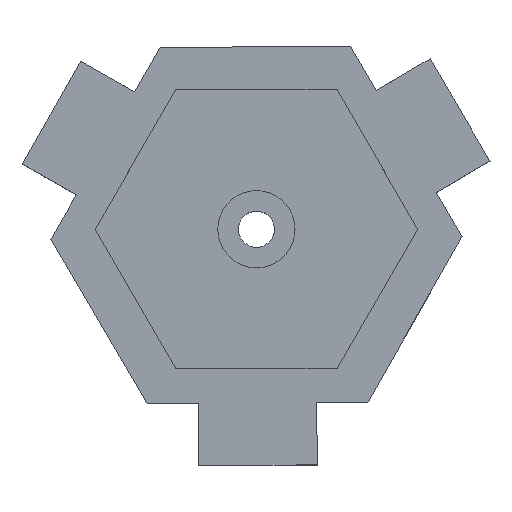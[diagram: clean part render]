
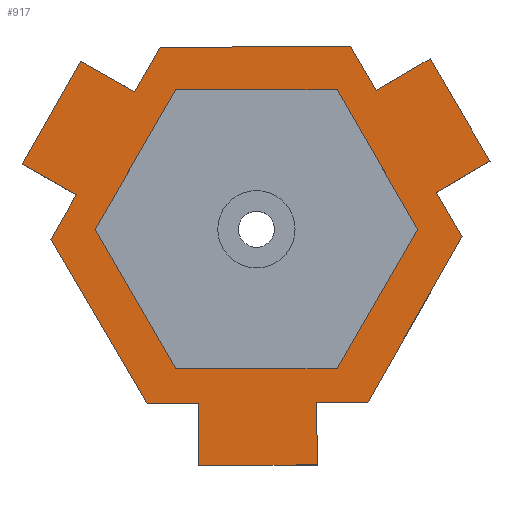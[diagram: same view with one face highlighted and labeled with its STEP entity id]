
A CAD part, top view. The second image highlights one B-rep face of the part: STEP entity #917.
In plain terms, the highlighted planar face has unit normal (0, 0, 1).
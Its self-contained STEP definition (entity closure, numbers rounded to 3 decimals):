
#17=FACE_BOUND('',#131,.T.);
#31=PLANE('',#988);
#77=FACE_OUTER_BOUND('',#130,.T.);
#130=EDGE_LOOP('',(#682,#683,#684,#685,#686,#687,#688,#689,#690,#691,#692,
#693,#694,#695,#696,#697,#698,#699));
#131=EDGE_LOOP('',(#700,#701,#702,#703,#704,#705));
#215=LINE('',#1358,#330);
#216=LINE('',#1360,#331);
#217=LINE('',#1362,#332);
#218=LINE('',#1364,#333);
#219=LINE('',#1366,#334);
#220=LINE('',#1368,#335);
#221=LINE('',#1370,#336);
#222=LINE('',#1372,#337);
#223=LINE('',#1374,#338);
#224=LINE('',#1376,#339);
#225=LINE('',#1378,#340);
#226=LINE('',#1380,#341);
#227=LINE('',#1382,#342);
#228=LINE('',#1384,#343);
#229=LINE('',#1386,#344);
#230=LINE('',#1388,#345);
#231=LINE('',#1390,#346);
#232=LINE('',#1391,#347);
#233=LINE('',#1394,#348);
#234=LINE('',#1396,#349);
#235=LINE('',#1398,#350);
#236=LINE('',#1400,#351);
#237=LINE('',#1402,#352);
#238=LINE('',#1403,#353);
#330=VECTOR('',#1091,10.);
#331=VECTOR('',#1092,10.);
#332=VECTOR('',#1093,10.);
#333=VECTOR('',#1094,10.);
#334=VECTOR('',#1095,10.);
#335=VECTOR('',#1096,10.);
#336=VECTOR('',#1097,10.);
#337=VECTOR('',#1098,10.);
#338=VECTOR('',#1099,10.);
#339=VECTOR('',#1100,10.);
#340=VECTOR('',#1101,10.);
#341=VECTOR('',#1102,10.);
#342=VECTOR('',#1103,10.);
#343=VECTOR('',#1104,10.);
#344=VECTOR('',#1105,10.);
#345=VECTOR('',#1106,10.);
#346=VECTOR('',#1107,10.);
#347=VECTOR('',#1108,10.);
#348=VECTOR('',#1109,10.);
#349=VECTOR('',#1110,10.);
#350=VECTOR('',#1111,10.);
#351=VECTOR('',#1112,10.);
#352=VECTOR('',#1113,10.);
#353=VECTOR('',#1114,10.);
#461=VERTEX_POINT('',#1356);
#462=VERTEX_POINT('',#1357);
#463=VERTEX_POINT('',#1359);
#464=VERTEX_POINT('',#1361);
#465=VERTEX_POINT('',#1363);
#466=VERTEX_POINT('',#1365);
#467=VERTEX_POINT('',#1367);
#468=VERTEX_POINT('',#1369);
#469=VERTEX_POINT('',#1371);
#470=VERTEX_POINT('',#1373);
#471=VERTEX_POINT('',#1375);
#472=VERTEX_POINT('',#1377);
#473=VERTEX_POINT('',#1379);
#474=VERTEX_POINT('',#1381);
#475=VERTEX_POINT('',#1383);
#476=VERTEX_POINT('',#1385);
#477=VERTEX_POINT('',#1387);
#478=VERTEX_POINT('',#1389);
#479=VERTEX_POINT('',#1392);
#480=VERTEX_POINT('',#1393);
#481=VERTEX_POINT('',#1395);
#482=VERTEX_POINT('',#1397);
#483=VERTEX_POINT('',#1399);
#484=VERTEX_POINT('',#1401);
#549=EDGE_CURVE('',#461,#462,#215,.T.);
#550=EDGE_CURVE('',#462,#463,#216,.T.);
#551=EDGE_CURVE('',#463,#464,#217,.T.);
#552=EDGE_CURVE('',#465,#464,#218,.T.);
#553=EDGE_CURVE('',#466,#465,#219,.T.);
#554=EDGE_CURVE('',#466,#467,#220,.T.);
#555=EDGE_CURVE('',#467,#468,#221,.T.);
#556=EDGE_CURVE('',#468,#469,#222,.T.);
#557=EDGE_CURVE('',#469,#470,#223,.T.);
#558=EDGE_CURVE('',#471,#470,#224,.T.);
#559=EDGE_CURVE('',#472,#471,#225,.T.);
#560=EDGE_CURVE('',#472,#473,#226,.T.);
#561=EDGE_CURVE('',#473,#474,#227,.T.);
#562=EDGE_CURVE('',#474,#475,#228,.T.);
#563=EDGE_CURVE('',#475,#476,#229,.T.);
#564=EDGE_CURVE('',#477,#476,#230,.T.);
#565=EDGE_CURVE('',#478,#477,#231,.T.);
#566=EDGE_CURVE('',#478,#461,#232,.T.);
#567=EDGE_CURVE('',#479,#480,#233,.T.);
#568=EDGE_CURVE('',#480,#481,#234,.T.);
#569=EDGE_CURVE('',#481,#482,#235,.T.);
#570=EDGE_CURVE('',#482,#483,#236,.T.);
#571=EDGE_CURVE('',#483,#484,#237,.T.);
#572=EDGE_CURVE('',#484,#479,#238,.T.);
#682=ORIENTED_EDGE('',*,*,#549,.T.);
#683=ORIENTED_EDGE('',*,*,#550,.T.);
#684=ORIENTED_EDGE('',*,*,#551,.T.);
#685=ORIENTED_EDGE('',*,*,#552,.F.);
#686=ORIENTED_EDGE('',*,*,#553,.F.);
#687=ORIENTED_EDGE('',*,*,#554,.T.);
#688=ORIENTED_EDGE('',*,*,#555,.T.);
#689=ORIENTED_EDGE('',*,*,#556,.T.);
#690=ORIENTED_EDGE('',*,*,#557,.T.);
#691=ORIENTED_EDGE('',*,*,#558,.F.);
#692=ORIENTED_EDGE('',*,*,#559,.F.);
#693=ORIENTED_EDGE('',*,*,#560,.T.);
#694=ORIENTED_EDGE('',*,*,#561,.T.);
#695=ORIENTED_EDGE('',*,*,#562,.T.);
#696=ORIENTED_EDGE('',*,*,#563,.T.);
#697=ORIENTED_EDGE('',*,*,#564,.F.);
#698=ORIENTED_EDGE('',*,*,#565,.F.);
#699=ORIENTED_EDGE('',*,*,#566,.T.);
#700=ORIENTED_EDGE('',*,*,#567,.T.);
#701=ORIENTED_EDGE('',*,*,#568,.T.);
#702=ORIENTED_EDGE('',*,*,#569,.T.);
#703=ORIENTED_EDGE('',*,*,#570,.T.);
#704=ORIENTED_EDGE('',*,*,#571,.T.);
#705=ORIENTED_EDGE('',*,*,#572,.T.);
#917=ADVANCED_FACE('',(#77,#17),#31,.T.);
#988=AXIS2_PLACEMENT_3D('',#1355,#1089,#1090);
#1089=DIRECTION('center_axis',(0.,0.,1.));
#1090=DIRECTION('ref_axis',(1.,0.,0.));
#1091=DIRECTION('',(0.494,0.869,0.));
#1092=DIRECTION('',(-0.506,0.863,0.));
#1093=DIRECTION('',(0.863,0.506,0.));
#1094=DIRECTION('',(0.506,-0.863,0.));
#1095=DIRECTION('',(0.863,0.506,0.));
#1096=DIRECTION('',(-0.506,0.863,0.));
#1097=DIRECTION('',(-1.,-0.006,0.));
#1098=DIRECTION('',(-0.494,-0.869,0.));
#1099=DIRECTION('',(-0.869,0.494,0.));
#1100=DIRECTION('',(0.494,0.869,0.));
#1101=DIRECTION('',(-0.869,0.494,0.));
#1102=DIRECTION('',(-0.494,-0.869,0.));
#1103=DIRECTION('',(0.506,-0.863,0.));
#1104=DIRECTION('',(1.,0.006,0.));
#1105=DIRECTION('',(0.006,-1.,0.));
#1106=DIRECTION('',(-1.,-0.006,0.));
#1107=DIRECTION('',(0.006,-1.,0.));
#1108=DIRECTION('',(1.,0.006,0.));
#1109=DIRECTION('',(0.5,0.866,0.));
#1110=DIRECTION('',(1.,0.,0.));
#1111=DIRECTION('',(0.5,-0.866,0.));
#1112=DIRECTION('',(-0.5,-0.866,0.));
#1113=DIRECTION('',(-1.,0.,0.));
#1114=DIRECTION('',(-0.5,0.866,0.));
#1355=CARTESIAN_POINT('Origin',(0.011,0.841,16.));
#1356=CARTESIAN_POINT('',(21.635,-33.562,16.));
#1357=CARTESIAN_POINT('',(39.905,-1.445,16.));
#1358=CARTESIAN_POINT('',(21.635,-33.562,16.));
#1359=CARTESIAN_POINT('',(34.89,7.114,16.));
#1360=CARTESIAN_POINT('',(39.905,-1.445,16.));
#1361=CARTESIAN_POINT('',(45.33,13.231,16.));
#1362=CARTESIAN_POINT('',(34.89,7.114,16.));
#1363=CARTESIAN_POINT('',(33.703,33.075,16.));
#1364=CARTESIAN_POINT('',(45.33,13.231,16.));
#1365=CARTESIAN_POINT('',(23.263,26.958,16.));
#1366=CARTESIAN_POINT('',(23.263,26.958,16.));
#1367=CARTESIAN_POINT('',(18.249,35.517,16.));
#1368=CARTESIAN_POINT('',(39.905,-1.445,16.));
#1369=CARTESIAN_POINT('',(-18.701,35.281,16.));
#1370=CARTESIAN_POINT('',(18.249,35.517,16.));
#1371=CARTESIAN_POINT('',(-23.606,26.659,16.));
#1372=CARTESIAN_POINT('',(-18.701,35.281,16.));
#1373=CARTESIAN_POINT('',(-34.123,32.642,16.));
#1374=CARTESIAN_POINT('',(-23.606,26.659,16.));
#1375=CARTESIAN_POINT('',(-45.496,12.65,16.));
#1376=CARTESIAN_POINT('',(-34.123,32.642,16.));
#1377=CARTESIAN_POINT('',(-34.978,6.667,16.));
#1378=CARTESIAN_POINT('',(-34.978,6.667,16.));
#1379=CARTESIAN_POINT('',(-39.883,-1.955,16.));
#1380=CARTESIAN_POINT('',(-18.701,35.281,16.));
#1381=CARTESIAN_POINT('',(-21.204,-33.836,16.));
#1382=CARTESIAN_POINT('',(-39.883,-1.955,16.));
#1383=CARTESIAN_POINT('',(-11.284,-33.773,16.));
#1384=CARTESIAN_POINT('',(-21.204,-33.836,16.));
#1385=CARTESIAN_POINT('',(-11.207,-45.873,16.));
#1386=CARTESIAN_POINT('',(-11.284,-33.773,16.));
#1387=CARTESIAN_POINT('',(11.792,-45.726,16.));
#1388=CARTESIAN_POINT('',(-11.207,-45.873,16.));
#1389=CARTESIAN_POINT('',(11.715,-33.626,16.));
#1390=CARTESIAN_POINT('',(11.715,-33.626,16.));
#1391=CARTESIAN_POINT('',(-21.204,-33.836,16.));
#1392=CARTESIAN_POINT('',(-31.292,0.,16.));
#1393=CARTESIAN_POINT('',(-15.646,27.1,16.));
#1394=CARTESIAN_POINT('',(-19.374,20.643,16.));
#1395=CARTESIAN_POINT('',(15.646,27.1,16.));
#1396=CARTESIAN_POINT('',(7.829,27.1,16.));
#1397=CARTESIAN_POINT('',(31.292,0.,16.));
#1398=CARTESIAN_POINT('',(27.2,7.088,16.));
#1399=CARTESIAN_POINT('',(15.646,-27.1,16.));
#1400=CARTESIAN_POINT('',(19.741,-20.007,16.));
#1401=CARTESIAN_POINT('',(-15.646,-27.1,16.));
#1402=CARTESIAN_POINT('',(-7.818,-27.1,16.));
#1403=CARTESIAN_POINT('',(-27.561,-6.462,16.));
